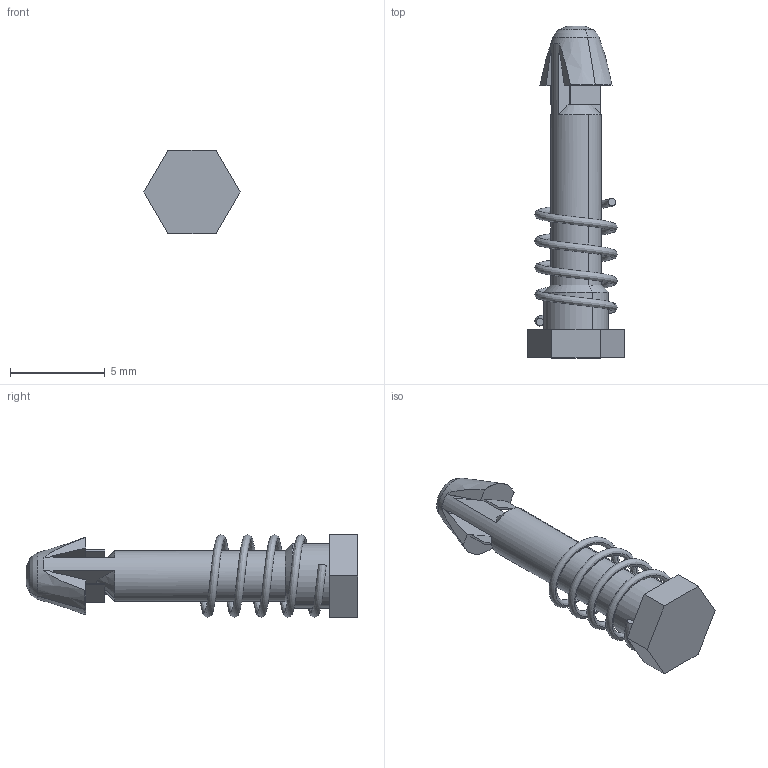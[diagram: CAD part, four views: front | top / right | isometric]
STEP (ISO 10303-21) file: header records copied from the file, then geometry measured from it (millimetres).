
FILE_DESCRIPTION (( 'STEP AP214' ), '1' );
FILE_NAME ('33627.STEP', '2018-09-10T14:27:44', ( 'admin' ), ( 'Microsoft' ), 'SwSTEP 2.0', 'SolidWorks 2015', '' );
FILE_SCHEMA (( 'AUTOMOTIVE_DESIGN' ));
Length unit declared in the file: millimetre
Products named in the file (3): 30555; 33626; 33627
Assembly tree (2 placements, depth 2):
  33627
    33626
    30555
Bounding box: 5.08 x 17.54 x 4.4 mm (x, y, z)
Volume: 126.2 mm3; surface area: 294.7 mm2
Topology: 2 solids, 2 shells, 64 faces, 163 edges, 104 vertices
Faces by surface type: plane 34, cylinder 12, cone 10, bspline 5, torus 3
Entity records: 3492 total; most frequent: CARTESIAN_POINT 1936, ORIENTED_EDGE 326, DIRECTION 278, EDGE_CURVE 163, VERTEX_POINT 104, AXIS2_PLACEMENT_3D 97, VECTOR 84, LINE 84
